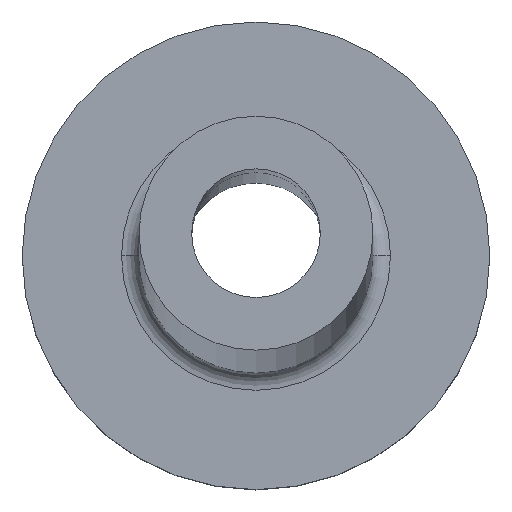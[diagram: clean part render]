
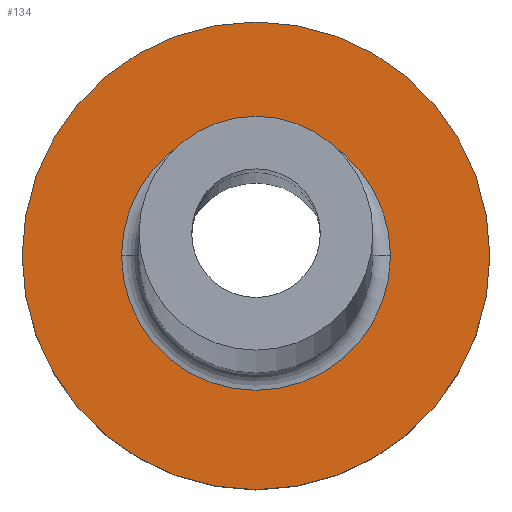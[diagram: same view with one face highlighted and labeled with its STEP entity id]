
A CAD part, top view. The second image highlights one B-rep face of the part: STEP entity #134.
In plain terms, the highlighted planar face has unit normal (0, 0, 1).
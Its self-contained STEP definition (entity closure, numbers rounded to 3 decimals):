
#12 = AXIS2_PLACEMENT_3D ( 'NONE', #263, #341, #302 ) ;
#14 = AXIS2_PLACEMENT_3D ( 'NONE', #345, #346, #50 ) ;
#21 = CARTESIAN_POINT ( 'NONE',  ( -4., 0., 3. ) ) ;
#40 = DIRECTION ( 'NONE',  ( 1., 0., 0. ) ) ;
#46 = DIRECTION ( 'NONE',  ( 0., 0., 1. ) ) ;
#50 = DIRECTION ( 'NONE',  ( 1., 0., 0. ) ) ;
#77 = EDGE_CURVE ( 'NONE', #152, #166, #178, .T. ) ;
#88 = FACE_BOUND ( 'NONE', #222, .T. ) ;
#110 = EDGE_CURVE ( 'NONE', #119, #115, #338, .T. ) ;
#115 = VERTEX_POINT ( 'NONE', #298 ) ;
#117 = FACE_OUTER_BOUND ( 'NONE', #319, .T. ) ;
#119 = VERTEX_POINT ( 'NONE', #21 ) ;
#125 = PLANE ( 'NONE',  #284 ) ;
#134 = ADVANCED_FACE ( 'NONE', ( #88, #117 ), #125, .T. ) ;
#149 = CARTESIAN_POINT ( 'NONE',  ( 0., 0., 3. ) ) ;
#152 = VERTEX_POINT ( 'NONE', #352 ) ;
#163 = AXIS2_PLACEMENT_3D ( 'NONE', #149, #315, #443 ) ;
#166 = VERTEX_POINT ( 'NONE', #449 ) ;
#168 = EDGE_CURVE ( 'NONE', #166, #152, #212, .T. ) ;
#178 = CIRCLE ( 'NONE', #12, 2.3 ) ;
#212 = CIRCLE ( 'NONE', #14, 2.3 ) ;
#222 = EDGE_LOOP ( 'NONE', ( #387, #446 ) ) ;
#226 = DIRECTION ( 'NONE',  ( 1., 0., 0. ) ) ;
#249 = CIRCLE ( 'NONE', #368, 4. ) ;
#263 = CARTESIAN_POINT ( 'NONE',  ( 0., 0., 3. ) ) ;
#264 = DIRECTION ( 'NONE',  ( 0., 0., 1. ) ) ;
#265 = ORIENTED_EDGE ( 'NONE', *, *, #110, .T. ) ;
#280 = CARTESIAN_POINT ( 'NONE',  ( 0., 0., 3. ) ) ;
#284 = AXIS2_PLACEMENT_3D ( 'NONE', #280, #264, #226 ) ;
#295 = CARTESIAN_POINT ( 'NONE',  ( 0., 0., 3. ) ) ;
#298 = CARTESIAN_POINT ( 'NONE',  ( 4., 0., 3. ) ) ;
#302 = DIRECTION ( 'NONE',  ( 1., 0., 0. ) ) ;
#315 = DIRECTION ( 'NONE',  ( 0., 0., 1. ) ) ;
#319 = EDGE_LOOP ( 'NONE', ( #265, #419 ) ) ;
#338 = CIRCLE ( 'NONE', #163, 4. ) ;
#341 = DIRECTION ( 'NONE',  ( 0., 0., -1. ) ) ;
#345 = CARTESIAN_POINT ( 'NONE',  ( 0., 0., 3. ) ) ;
#346 = DIRECTION ( 'NONE',  ( 0., 0., -1. ) ) ;
#352 = CARTESIAN_POINT ( 'NONE',  ( 2.3, 0., 3. ) ) ;
#368 = AXIS2_PLACEMENT_3D ( 'NONE', #295, #46, #40 ) ;
#387 = ORIENTED_EDGE ( 'NONE', *, *, #77, .T. ) ;
#419 = ORIENTED_EDGE ( 'NONE', *, *, #435, .T. ) ;
#435 = EDGE_CURVE ( 'NONE', #115, #119, #249, .T. ) ;
#443 = DIRECTION ( 'NONE',  ( 1., 0., 0. ) ) ;
#446 = ORIENTED_EDGE ( 'NONE', *, *, #168, .T. ) ;
#449 = CARTESIAN_POINT ( 'NONE',  ( -2.3, 0., 3. ) ) ;
